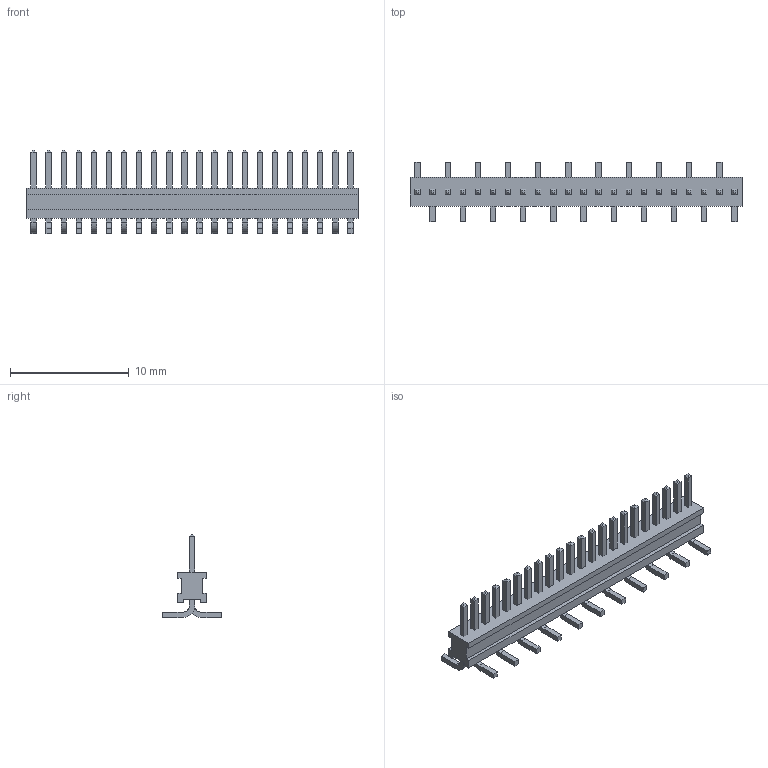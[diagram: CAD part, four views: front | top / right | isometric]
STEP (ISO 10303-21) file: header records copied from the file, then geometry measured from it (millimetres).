
FILE_DESCRIPTION(('FreeCAD Model'),'2;1');
FILE_NAME('Open CASCADE Shape Model','2025-01-14T20:24:27',(''),(''), 'Open CASCADE STEP processor 7.8','FreeCAD','Unknown');
FILE_SCHEMA(('AUTOMOTIVE_DESIGN { 1 0 10303 214 1 1 1 1 }'));
Length unit declared in the file: millimetre
Products named in the file (4): FTR-122-03-L-S; FTR-122-03-L-S_body; FTR-122-03-L-S_pins; FTR-122-03-L-S2PNS
Assembly tree (3 placements, depth 2):
  FTR-122-03-L-S
    FTR-122-03-L-S_body
    FTR-122-03-L-S_pins
    FTR-122-03-L-S2PNS
Bounding box: 27.94 x 4.98 x 6.99 mm (x, y, z)
Volume: 186.2 mm3; surface area: 907.7 mm2
Topology: 3 solids, 3 shells, 510 faces, 1304 edges, 840 vertices
Faces by surface type: plane 466, cylinder 44
Entity records: 15253 total; most frequent: CARTESIAN_POINT 2658, ORIENTED_EDGE 2608, DIRECTION 2420, EDGE_CURVE 1304, LINE 1216, VECTOR 1216, VERTEX_POINT 840, AXIS2_PLACEMENT_3D 602
